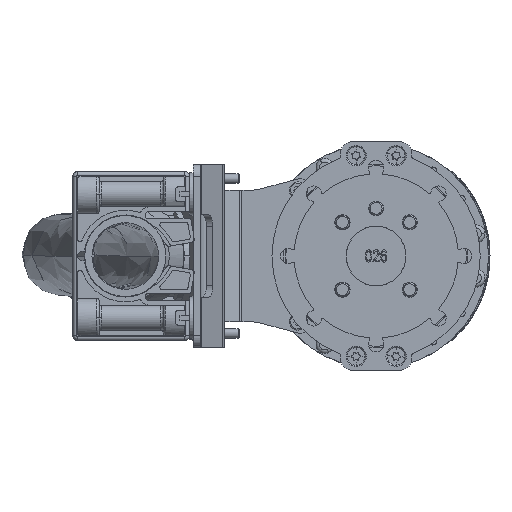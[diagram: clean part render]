
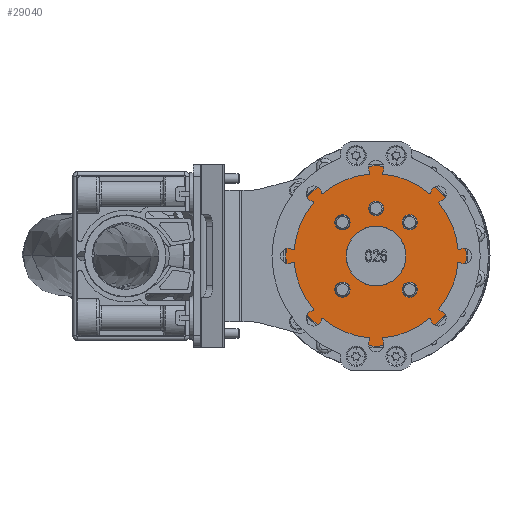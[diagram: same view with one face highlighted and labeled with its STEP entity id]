
A CAD part, left-side view. The second image highlights one B-rep face of the part: STEP entity #29040.
In plain terms, the highlighted planar face has unit normal (-1, 0, 0).
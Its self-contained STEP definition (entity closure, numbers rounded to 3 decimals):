
#958 = DIRECTION ( 'NONE',  ( 0., 0., -1. ) ) ;
#1231 = EDGE_CURVE ( 'NONE', #64779, #10422, #36305, .T. ) ;
#1259 = CARTESIAN_POINT ( 'NONE',  ( 565., 0., 1009. ) ) ;
#1868 = CARTESIAN_POINT ( 'NONE',  ( 565., 0., 971.05 ) ) ;
#2618 = ORIENTED_EDGE ( 'NONE', *, *, #11308, .T. ) ;
#3228 = VERTEX_POINT ( 'NONE', #57354 ) ;
#3787 = CARTESIAN_POINT ( 'NONE',  ( 565., 0., 1032.1 ) ) ;
#3810 = CARTESIAN_POINT ( 'NONE',  ( 565., 14.142, 991.658 ) ) ;
#4941 = CIRCLE ( 'NONE', #45381, 3.1 ) ;
#5371 = CIRCLE ( 'NONE', #50403, 12.55 ) ;
#6719 = VERTEX_POINT ( 'NONE', #3787 ) ;
#6849 = CARTESIAN_POINT ( 'NONE',  ( 565., 0., 1025.9 ) ) ;
#7260 = EDGE_LOOP ( 'NONE', ( #31711, #66740 ) ) ;
#7889 = AXIS2_PLACEMENT_3D ( 'NONE', #1259, #71458, #43996 ) ;
#8364 = VERTEX_POINT ( 'NONE', #56519 ) ;
#9736 = AXIS2_PLACEMENT_3D ( 'NONE', #41835, #20118, #26259 ) ;
#10422 = VERTEX_POINT ( 'NONE', #25167 ) ;
#11053 = CIRCLE ( 'NONE', #48053, 12.55 ) ;
#11108 = CARTESIAN_POINT ( 'NONE',  ( 565., -14.142, 994.858 ) ) ;
#11308 = EDGE_CURVE ( 'NONE', #59373, #58282, #43210, .T. ) ;
#11371 = DIRECTION ( 'NONE',  ( 0., 0., -1. ) ) ;
#11375 = AXIS2_PLACEMENT_3D ( 'NONE', #23108, #66868, #67218 ) ;
#12187 = EDGE_CURVE ( 'NONE', #68245, #45655, #46699, .T. ) ;
#12260 = EDGE_LOOP ( 'NONE', ( #63538, #62455 ) ) ;
#12524 = DIRECTION ( 'NONE',  ( 1., 0., 0. ) ) ;
#13005 = EDGE_CURVE ( 'NONE', #8364, #3228, #20222, .T. ) ;
#14232 = VERTEX_POINT ( 'NONE', #1868 ) ;
#14709 = EDGE_LOOP ( 'NONE', ( #49916, #44163 ) ) ;
#14848 = EDGE_CURVE ( 'NONE', #3228, #8364, #31879, .T. ) ;
#15366 = VERTEX_POINT ( 'NONE', #45669 ) ;
#15400 = CARTESIAN_POINT ( 'NONE',  ( 565., 0., 1009. ) ) ;
#15779 = CARTESIAN_POINT ( 'NONE',  ( 565., 0., 1021.55 ) ) ;
#16871 = CARTESIAN_POINT ( 'NONE',  ( 565., 14.142, 1023.142 ) ) ;
#16979 = AXIS2_PLACEMENT_3D ( 'NONE', #16871, #38927, #28054 ) ;
#17456 = CIRCLE ( 'NONE', #49789, 3.1 ) ;
#18323 = EDGE_CURVE ( 'NONE', #30260, #25414, #5371, .T. ) ;
#19476 = DIRECTION ( 'NONE',  ( 0., 0., -1. ) ) ;
#20118 = DIRECTION ( 'NONE',  ( 1., 0., 0. ) ) ;
#20222 = CIRCLE ( 'NONE', #29445, 3.2 ) ;
#20608 = EDGE_CURVE ( 'NONE', #58282, #59373, #35644, .T. ) ;
#22016 = EDGE_LOOP ( 'NONE', ( #32412, #30452 ) ) ;
#22622 = CIRCLE ( 'NONE', #56104, 3.2 ) ;
#22822 = DIRECTION ( 'NONE',  ( 1., 0., 0. ) ) ;
#23108 = CARTESIAN_POINT ( 'NONE',  ( 565., -14.142, 994.858 ) ) ;
#24300 = DIRECTION ( 'NONE',  ( 1., 0., 0. ) ) ;
#25167 = CARTESIAN_POINT ( 'NONE',  ( 565., 14.142, 998.058 ) ) ;
#25414 = VERTEX_POINT ( 'NONE', #64627 ) ;
#25545 = DIRECTION ( 'NONE',  ( 0., 0., -1. ) ) ;
#25613 = EDGE_CURVE ( 'NONE', #14232, #15366, #29899, .T. ) ;
#26248 = DIRECTION ( 'NONE',  ( 1., 0., 0. ) ) ;
#26259 = DIRECTION ( 'NONE',  ( 0., 0., -1. ) ) ;
#28054 = DIRECTION ( 'NONE',  ( 0., 0., -1. ) ) ;
#28504 = EDGE_CURVE ( 'NONE', #6719, #31457, #17456, .T. ) ;
#29040 = ADVANCED_FACE ( 'NONE', ( #37458, #32022, #54079, #36749, #54423, #65660, #59166 ), #58813, .F. ) ;
#29445 = AXIS2_PLACEMENT_3D ( 'NONE', #42291, #32130, #54181 ) ;
#29733 = CARTESIAN_POINT ( 'NONE',  ( 565., -14.142, 1023.142 ) ) ;
#29899 = CIRCLE ( 'NONE', #7889, 37.95 ) ;
#30260 = VERTEX_POINT ( 'NONE', #15779 ) ;
#30452 = ORIENTED_EDGE ( 'NONE', *, *, #12187, .T. ) ;
#30457 = CARTESIAN_POINT ( 'NONE',  ( 565., 0., 1009. ) ) ;
#31457 = VERTEX_POINT ( 'NONE', #6849 ) ;
#31711 = ORIENTED_EDGE ( 'NONE', *, *, #33340, .T. ) ;
#31879 = CIRCLE ( 'NONE', #16979, 3.2 ) ;
#32022 = FACE_BOUND ( 'NONE', #12260, .T. ) ;
#32130 = DIRECTION ( 'NONE',  ( 1., 0., 0. ) ) ;
#32412 = ORIENTED_EDGE ( 'NONE', *, *, #48465, .T. ) ;
#32838 = AXIS2_PLACEMENT_3D ( 'NONE', #51017, #22822, #44893 ) ;
#33340 = EDGE_CURVE ( 'NONE', #31457, #6719, #4941, .T. ) ;
#34130 = DIRECTION ( 'NONE',  ( 1., 0., 0. ) ) ;
#35160 = DIRECTION ( 'NONE',  ( 1., 0., 0. ) ) ;
#35644 = CIRCLE ( 'NONE', #11375, 3.2 ) ;
#36305 = CIRCLE ( 'NONE', #32838, 3.2 ) ;
#36749 = FACE_BOUND ( 'NONE', #22016, .T. ) ;
#36867 = ORIENTED_EDGE ( 'NONE', *, *, #20608, .T. ) ;
#37458 = FACE_BOUND ( 'NONE', #14709, .T. ) ;
#37748 = ORIENTED_EDGE ( 'NONE', *, *, #25613, .F. ) ;
#38261 = EDGE_LOOP ( 'NONE', ( #62680, #37748 ) ) ;
#38273 = AXIS2_PLACEMENT_3D ( 'NONE', #15400, #26248, #48658 ) ;
#38927 = DIRECTION ( 'NONE',  ( 1., 0., 0. ) ) ;
#40598 = ORIENTED_EDGE ( 'NONE', *, *, #18323, .T. ) ;
#41317 = DIRECTION ( 'NONE',  ( 1., 0., 0. ) ) ;
#41835 = CARTESIAN_POINT ( 'NONE',  ( 565., -14.142, 1023.142 ) ) ;
#42246 = CARTESIAN_POINT ( 'NONE',  ( 565., -14.142, 1019.942 ) ) ;
#42291 = CARTESIAN_POINT ( 'NONE',  ( 565., 14.142, 1023.142 ) ) ;
#43210 = CIRCLE ( 'NONE', #68574, 3.2 ) ;
#43996 = DIRECTION ( 'NONE',  ( 0., 0., -1. ) ) ;
#44163 = ORIENTED_EDGE ( 'NONE', *, *, #13005, .T. ) ;
#44893 = DIRECTION ( 'NONE',  ( 0., 0., -1. ) ) ;
#44996 = CARTESIAN_POINT ( 'NONE',  ( 565., 14.142, 994.858 ) ) ;
#45381 = AXIS2_PLACEMENT_3D ( 'NONE', #45808, #50869, #958 ) ;
#45655 = VERTEX_POINT ( 'NONE', #42246 ) ;
#45669 = CARTESIAN_POINT ( 'NONE',  ( 565., 0., 1046.95 ) ) ;
#45808 = CARTESIAN_POINT ( 'NONE',  ( 565., 0., 1029. ) ) ;
#46699 = CIRCLE ( 'NONE', #9736, 3.2 ) ;
#47107 = DIRECTION ( 'NONE',  ( 0., 0., -1. ) ) ;
#48053 = AXIS2_PLACEMENT_3D ( 'NONE', #68776, #41317, #47107 ) ;
#48465 = EDGE_CURVE ( 'NONE', #45655, #68245, #22622, .T. ) ;
#48493 = EDGE_CURVE ( 'NONE', #15366, #14232, #68813, .T. ) ;
#48546 = EDGE_CURVE ( 'NONE', #25414, #30260, #11053, .T. ) ;
#48658 = DIRECTION ( 'NONE',  ( 0., 0., -1. ) ) ;
#49789 = AXIS2_PLACEMENT_3D ( 'NONE', #52751, #69014, #19476 ) ;
#49916 = ORIENTED_EDGE ( 'NONE', *, *, #14848, .T. ) ;
#50403 = AXIS2_PLACEMENT_3D ( 'NONE', #68572, #12524, #25545 ) ;
#50869 = DIRECTION ( 'NONE',  ( 1., 0., 0. ) ) ;
#50870 = DIRECTION ( 'NONE',  ( 1., 0., 0. ) ) ;
#51017 = CARTESIAN_POINT ( 'NONE',  ( 565., 14.142, 994.858 ) ) ;
#52751 = CARTESIAN_POINT ( 'NONE',  ( 565., 0., 1029. ) ) ;
#53117 = AXIS2_PLACEMENT_3D ( 'NONE', #44996, #34130, #11371 ) ;
#53810 = AXIS2_PLACEMENT_3D ( 'NONE', #30457, #35160, #57214 ) ;
#53903 = CARTESIAN_POINT ( 'NONE',  ( 565., -14.142, 1026.342 ) ) ;
#54079 = FACE_BOUND ( 'NONE', #61646, .T. ) ;
#54181 = DIRECTION ( 'NONE',  ( 0., 0., -1. ) ) ;
#54423 = FACE_BOUND ( 'NONE', #7260, .T. ) ;
#55582 = DIRECTION ( 'NONE',  ( 0., 0., -1. ) ) ;
#56104 = AXIS2_PLACEMENT_3D ( 'NONE', #29733, #24300, #68418 ) ;
#56519 = CARTESIAN_POINT ( 'NONE',  ( 565., 14.142, 1026.342 ) ) ;
#57214 = DIRECTION ( 'NONE',  ( 0., 0., -1. ) ) ;
#57354 = CARTESIAN_POINT ( 'NONE',  ( 565., 14.142, 1019.942 ) ) ;
#57704 = CIRCLE ( 'NONE', #53117, 3.2 ) ;
#58282 = VERTEX_POINT ( 'NONE', #58329 ) ;
#58329 = CARTESIAN_POINT ( 'NONE',  ( 565., -14.142, 998.058 ) ) ;
#58813 = PLANE ( 'NONE',  #38273 ) ;
#59166 = FACE_BOUND ( 'NONE', #70366, .T. ) ;
#59373 = VERTEX_POINT ( 'NONE', #70251 ) ;
#61646 = EDGE_LOOP ( 'NONE', ( #2618, #36867 ) ) ;
#62455 = ORIENTED_EDGE ( 'NONE', *, *, #64822, .T. ) ;
#62680 = ORIENTED_EDGE ( 'NONE', *, *, #48493, .F. ) ;
#63538 = ORIENTED_EDGE ( 'NONE', *, *, #1231, .T. ) ;
#64627 = CARTESIAN_POINT ( 'NONE',  ( 565., 0., 996.45 ) ) ;
#64779 = VERTEX_POINT ( 'NONE', #3810 ) ;
#64822 = EDGE_CURVE ( 'NONE', #10422, #64779, #57704, .T. ) ;
#65660 = FACE_OUTER_BOUND ( 'NONE', #38261, .T. ) ;
#66740 = ORIENTED_EDGE ( 'NONE', *, *, #28504, .T. ) ;
#66868 = DIRECTION ( 'NONE',  ( 1., 0., 0. ) ) ;
#67218 = DIRECTION ( 'NONE',  ( 0., 0., -1. ) ) ;
#68245 = VERTEX_POINT ( 'NONE', #53903 ) ;
#68418 = DIRECTION ( 'NONE',  ( 0., 0., -1. ) ) ;
#68572 = CARTESIAN_POINT ( 'NONE',  ( 565., 0., 1009. ) ) ;
#68574 = AXIS2_PLACEMENT_3D ( 'NONE', #11108, #50870, #55582 ) ;
#68776 = CARTESIAN_POINT ( 'NONE',  ( 565., 0., 1009. ) ) ;
#68813 = CIRCLE ( 'NONE', #53810, 37.95 ) ;
#69014 = DIRECTION ( 'NONE',  ( 1., 0., 0. ) ) ;
#69748 = ORIENTED_EDGE ( 'NONE', *, *, #48546, .T. ) ;
#70251 = CARTESIAN_POINT ( 'NONE',  ( 565., -14.142, 991.658 ) ) ;
#70366 = EDGE_LOOP ( 'NONE', ( #40598, #69748 ) ) ;
#71458 = DIRECTION ( 'NONE',  ( 1., 0., 0. ) ) ;
